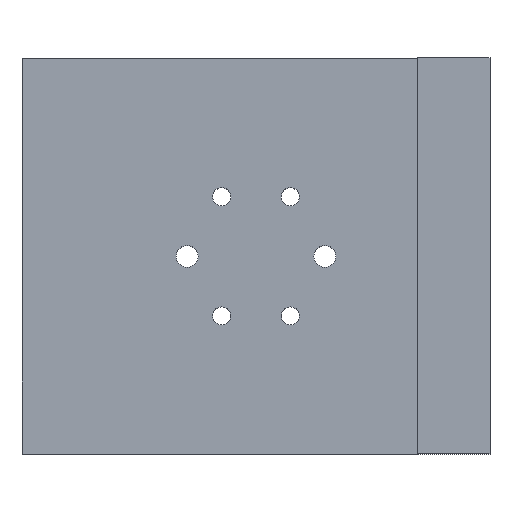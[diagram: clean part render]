
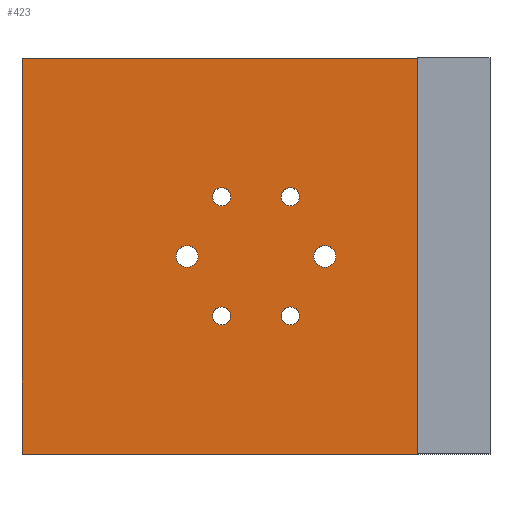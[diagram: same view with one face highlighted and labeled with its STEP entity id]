
A CAD part, top view. The second image highlights one B-rep face of the part: STEP entity #423.
In plain terms, the highlighted planar face has unit normal (0, 0, 1).
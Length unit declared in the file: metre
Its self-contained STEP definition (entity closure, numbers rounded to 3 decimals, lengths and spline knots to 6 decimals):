
#37=CIRCLE('',#467,0.0015);
#38=CIRCLE('',#468,0.00125);
#39=CIRCLE('',#469,0.00125);
#40=CIRCLE('',#470,0.0015);
#41=CIRCLE('',#471,0.00125);
#42=CIRCLE('',#472,0.00125);
#81=ORIENTED_EDGE('',*,*,#177,.F.);
#82=ORIENTED_EDGE('',*,*,#159,.F.);
#83=ORIENTED_EDGE('',*,*,#164,.T.);
#84=ORIENTED_EDGE('',*,*,#169,.T.);
#85=ORIENTED_EDGE('',*,*,#178,.T.);
#86=ORIENTED_EDGE('',*,*,#179,.T.);
#87=ORIENTED_EDGE('',*,*,#180,.T.);
#88=ORIENTED_EDGE('',*,*,#181,.T.);
#89=ORIENTED_EDGE('',*,*,#182,.T.);
#90=ORIENTED_EDGE('',*,*,#183,.T.);
#159=EDGE_CURVE('',#209,#210,#249,.T.);
#164=EDGE_CURVE('',#209,#213,#254,.T.);
#169=EDGE_CURVE('',#213,#217,#259,.T.);
#177=EDGE_CURVE('',#210,#217,#262,.T.);
#178=EDGE_CURVE('',#223,#223,#37,.T.);
#179=EDGE_CURVE('',#224,#224,#38,.T.);
#180=EDGE_CURVE('',#225,#225,#39,.T.);
#181=EDGE_CURVE('',#226,#226,#40,.T.);
#182=EDGE_CURVE('',#227,#227,#41,.T.);
#183=EDGE_CURVE('',#228,#228,#42,.T.);
#209=VERTEX_POINT('',#648);
#210=VERTEX_POINT('',#650);
#213=VERTEX_POINT('',#658);
#217=VERTEX_POINT('',#668);
#223=VERTEX_POINT('',#686);
#224=VERTEX_POINT('',#688);
#225=VERTEX_POINT('',#690);
#226=VERTEX_POINT('',#692);
#227=VERTEX_POINT('',#694);
#228=VERTEX_POINT('',#696);
#249=LINE('',#649,#271);
#254=LINE('',#659,#276);
#259=LINE('',#669,#281);
#262=LINE('',#684,#284);
#271=VECTOR('',#517,1.);
#276=VECTOR('',#524,1.);
#281=VECTOR('',#531,1.);
#284=VECTOR('',#548,1.);
#299=EDGE_LOOP('',(#81,#82,#83,#84));
#300=EDGE_LOOP('',(#85));
#301=EDGE_LOOP('',(#86));
#302=EDGE_LOOP('',(#87));
#303=EDGE_LOOP('',(#88));
#304=EDGE_LOOP('',(#89));
#305=EDGE_LOOP('',(#90));
#359=FACE_BOUND('',#299,.T.);
#360=FACE_BOUND('',#300,.T.);
#361=FACE_BOUND('',#301,.T.);
#362=FACE_BOUND('',#302,.T.);
#363=FACE_BOUND('',#303,.T.);
#364=FACE_BOUND('',#304,.T.);
#365=FACE_BOUND('',#305,.T.);
#414=PLANE('',#466);
#423=ADVANCED_FACE('',(#359,#360,#361,#362,#363,#364,#365),#414,.T.);
#466=AXIS2_PLACEMENT_3D('',#683,#546,#547);
#467=AXIS2_PLACEMENT_3D('',#685,#549,#550);
#468=AXIS2_PLACEMENT_3D('',#687,#551,#552);
#469=AXIS2_PLACEMENT_3D('',#689,#553,#554);
#470=AXIS2_PLACEMENT_3D('',#691,#555,#556);
#471=AXIS2_PLACEMENT_3D('',#693,#557,#558);
#472=AXIS2_PLACEMENT_3D('',#695,#559,#560);
#517=DIRECTION('',(1.,0.,0.));
#524=DIRECTION('',(0.,-1.,0.));
#531=DIRECTION('',(1.,0.,0.));
#546=DIRECTION('',(0.,0.,1.));
#547=DIRECTION('',(1.,0.,0.));
#548=DIRECTION('',(0.,-1.,0.));
#549=DIRECTION('',(0.,0.,-1.));
#550=DIRECTION('',(-1.,0.,0.));
#551=DIRECTION('',(0.,0.,-1.));
#552=DIRECTION('',(-1.,0.,0.));
#553=DIRECTION('',(0.,0.,-1.));
#554=DIRECTION('',(-1.,0.,0.));
#555=DIRECTION('',(0.,0.,-1.));
#556=DIRECTION('',(-1.,0.,0.));
#557=DIRECTION('',(0.,0.,-1.));
#558=DIRECTION('',(-1.,0.,0.));
#559=DIRECTION('',(0.,0.,-1.));
#560=DIRECTION('',(-1.,0.,0.));
#648=CARTESIAN_POINT('',(-0.0323,0.0273,0.01));
#649=CARTESIAN_POINT('',(0.,0.0273,0.01));
#650=CARTESIAN_POINT('',(0.0223,0.0273,0.01));
#658=CARTESIAN_POINT('',(-0.0323,-0.0273,0.01));
#659=CARTESIAN_POINT('',(-0.0323,0.,0.01));
#668=CARTESIAN_POINT('',(0.0223,-0.0273,0.01));
#669=CARTESIAN_POINT('',(0.,-0.0273,0.01));
#683=CARTESIAN_POINT('',(0.,0.,0.01));
#684=CARTESIAN_POINT('',(0.0223,0.,0.01));
#685=CARTESIAN_POINT('',(-0.0095,0.,0.01));
#686=CARTESIAN_POINT('',(-0.011,0.,0.01));
#687=CARTESIAN_POINT('',(-0.00475,0.008227,0.01));
#688=CARTESIAN_POINT('',(-0.006,0.008227,0.01));
#689=CARTESIAN_POINT('',(0.00475,0.008227,0.01));
#690=CARTESIAN_POINT('',(0.0035,0.008227,0.01));
#691=CARTESIAN_POINT('',(0.0095,0.,0.01));
#692=CARTESIAN_POINT('',(0.008,0.,0.01));
#693=CARTESIAN_POINT('',(0.00475,-0.008227,0.01));
#694=CARTESIAN_POINT('',(0.0035,-0.008227,0.01));
#695=CARTESIAN_POINT('',(-0.00475,-0.008227,0.01));
#696=CARTESIAN_POINT('',(-0.006,-0.008227,0.01));
